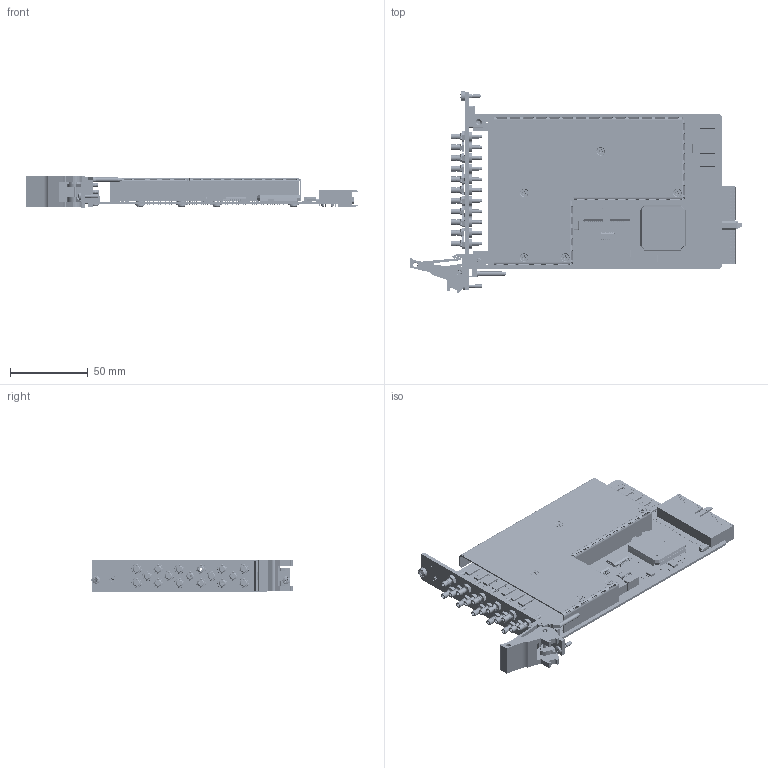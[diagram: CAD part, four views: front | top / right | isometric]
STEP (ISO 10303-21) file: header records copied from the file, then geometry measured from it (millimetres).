
FILE_DESCRIPTION (( 'STEP AP214' ), '1' );
FILE_NAME ('40-725-511 PXI 8 x9 500MHz Coaxial Matrix.STEP', '2013-09-04T15:27:44', ( 'admin' ), ( '' ), 'SwSTEP 2.0', 'SolidWorks 2012', '' );
FILE_SCHEMA (( 'AUTOMOTIVE_DESIGN' ));
Length unit declared in the file: millimetre
Products named in the file (1): 40-725-511 PXI 8 x9 500MHz Coaxial Matrix
Bounding box: 214.01 x 129.67 x 20 mm (x, y, z)
Surface area: 101765 mm2 (no closed solid volume)
Topology: 0 solids, 1268 shells, 5450 faces, 20514 edges, 15613 vertices
Faces by surface type: plane 3017, cylinder 2091, bspline 155, cone 139, torus 34, sphere 14
Full cylindrical faces by diameter (mm): 0.313 x3, 0.5 x654, 0.6 x110, 0.762 x2, 0.889 x1, 0.899 x599, 0.906 x1, 0.915 x1, 1 x2, 1.4 x5, 1.496 x2, 1.524 x18, 1.98 x5, 1.996 x6, 2 x34, 2.001 x1, 2.005 x1, 2.013 x1, 2.05 x1, 2.2 x17, 2.286 x3, 2.497 x1, 2.5 x3, 2.6 x17, 2.7 x1, 2.8 x1, 3 x3, 3.291 x17, 3.665 x1, 3.7 x34
Entity records: 291603 total; most frequent: CARTESIAN_POINT 73579, DIRECTION 31303, ORIENTED_EDGE 24597, EDGE_CURVE 17878, VERTEX_POINT 14771, VECTOR 10745, LINE 10745, AXIS2_PLACEMENT_3D 10279
